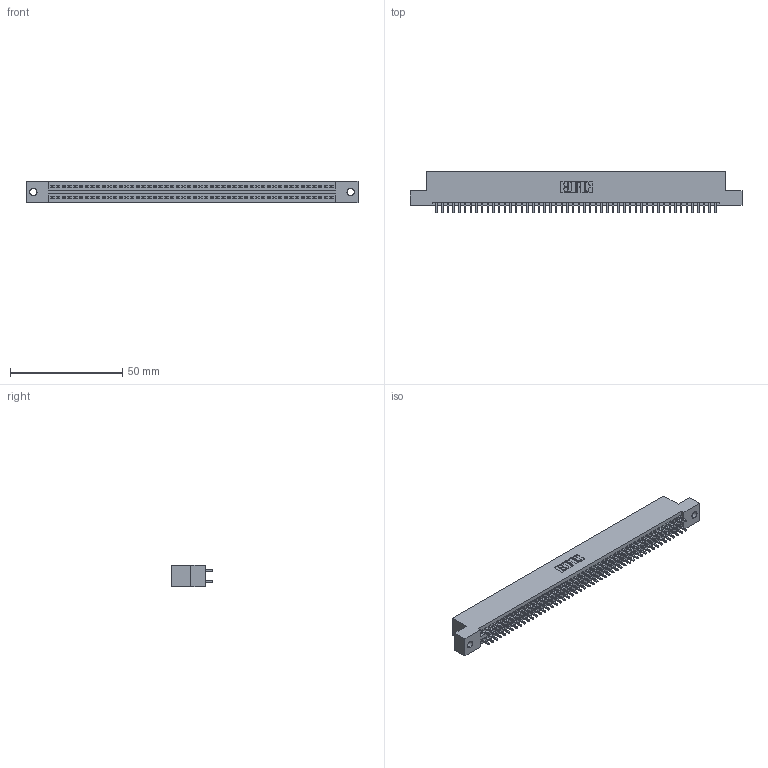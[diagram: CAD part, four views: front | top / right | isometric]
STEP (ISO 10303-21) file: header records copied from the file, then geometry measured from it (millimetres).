
FILE_DESCRIPTION (( 'STEP AP203' ), '1' );
FILE_NAME ('345-100-521-202.STEP', '2018-10-05T13:21:14', ( '' ), ( '' ), 'SwSTEP 2.0', 'SolidWorks 2016', '' );
FILE_SCHEMA (( 'CONFIG_CONTROL_DESIGN' ));
Length unit declared in the file: inch
Products named in the file (3): 345-100-521-202; 345-292-001_345-293-121; 345 Part_Flush Mounting Lugs - 0.128 Dia
Assembly tree (101 placements, depth 2):
  345-100-521-202
    345 Part_Flush Mounting Lugs - 0.128 Dia
    345-292-001_345-293-121  x100
Bounding box: 148.21 x 18.72 x 9.4 mm (x, y, z)
Volume: 14393.9 mm3; surface area: 20893.2 mm2
Topology: 101 solids, 101 shells, 5126 faces, 15241 edges, 10026 vertices
Faces by surface type: plane 3380, cylinder 1746
Entity records: 38175 total; most frequent: CARTESIAN_POINT 6392, ORIENTED_EDGE 6326, DIRECTION 5627, EDGE_CURVE 3163, LINE 2831, VECTOR 2831, VERTEX_POINT 2106, AXIS2_PLACEMENT_3D 1398
